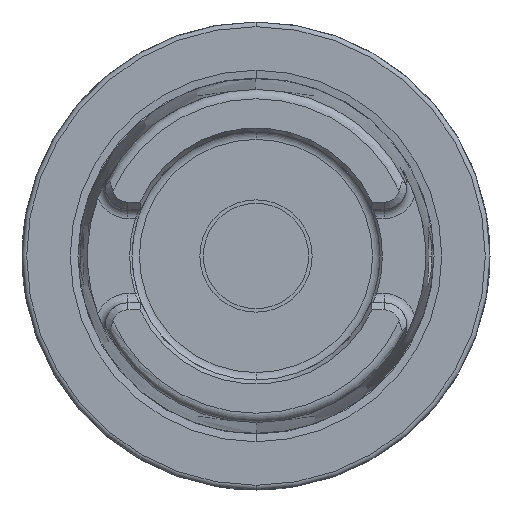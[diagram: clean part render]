
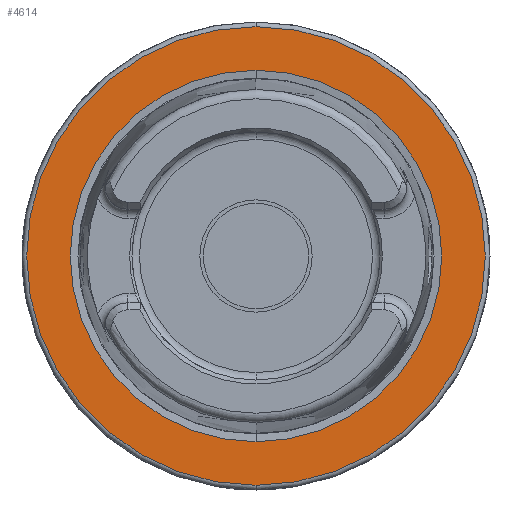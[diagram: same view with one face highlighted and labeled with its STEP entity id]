
A CAD part, left-side view. The second image highlights one B-rep face of the part: STEP entity #4614.
In plain terms, the highlighted planar face has unit normal (-1, 0, 0).
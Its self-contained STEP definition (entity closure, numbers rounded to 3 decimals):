
#1250=CARTESIAN_POINT('',(0.,0.,0.));
#1251=DIRECTION('',(1.,0.,0.));
#1252=DIRECTION('',(0.,0.,-1.));
#1253=AXIS2_PLACEMENT_3D('',#1250,#1251,#1252);
#1255=CARTESIAN_POINT('',(0.,0.,0.));
#1256=DIRECTION('',(1.,0.,0.));
#1257=DIRECTION('',(0.,0.,1.));
#1258=AXIS2_PLACEMENT_3D('',#1255,#1256,#1257);
#1260=CARTESIAN_POINT('',(0.,0.,0.));
#1261=DIRECTION('',(-1.,0.,0.));
#1262=DIRECTION('',(0.,0.,-1.));
#1263=AXIS2_PLACEMENT_3D('',#1260,#1261,#1262);
#1265=CARTESIAN_POINT('',(0.,0.,0.));
#1266=DIRECTION('',(-1.,0.,0.));
#1267=DIRECTION('',(0.,0.,1.));
#1268=AXIS2_PLACEMENT_3D('',#1265,#1266,#1267);
#2816=CARTESIAN_POINT('',(0.,0.,-39.682));
#2817=CARTESIAN_POINT('',(0.,0.,39.682));
#2818=VERTEX_POINT('',#2816);
#2819=VERTEX_POINT('',#2817);
#3129=CARTESIAN_POINT('',(0.,0.,-49.));
#3130=CARTESIAN_POINT('',(0.,0.,49.));
#3131=VERTEX_POINT('',#3129);
#3132=VERTEX_POINT('',#3130);
#4599=CARTESIAN_POINT('',(0.,0.,0.));
#4600=DIRECTION('',(1.,0.,0.));
#4601=DIRECTION('',(0.,0.,1.));
#4602=AXIS2_PLACEMENT_3D('',#4599,#4600,#4601);
#4603=PLANE('',#4602);
#4605=ORIENTED_EDGE('',*,*,#4604,.F.);
#4607=ORIENTED_EDGE('',*,*,#4606,.F.);
#4608=EDGE_LOOP('',(#4605,#4607));
#4609=FACE_OUTER_BOUND('',#4608,.F.);
#4610=ORIENTED_EDGE('',*,*,#4555,.F.);
#4611=ORIENTED_EDGE('',*,*,#4540,.F.);
#4612=EDGE_LOOP('',(#4610,#4611));
#4613=FACE_BOUND('',#4612,.F.);
#4614=ADVANCED_FACE('',(#4609,#4613),#4603,.F.);
#1254=CIRCLE('',#1253,39.682);
#1259=CIRCLE('',#1258,39.682);
#1264=CIRCLE('',#1263,49.);
#1269=CIRCLE('',#1268,49.);
#4540=EDGE_CURVE('',#2819,#2818,#1259,.T.);
#4555=EDGE_CURVE('',#2818,#2819,#1254,.T.);
#4604=EDGE_CURVE('',#3131,#3132,#1264,.T.);
#4606=EDGE_CURVE('',#3132,#3131,#1269,.T.);
